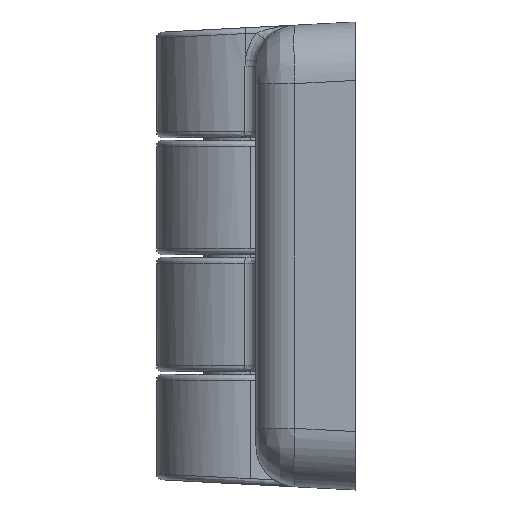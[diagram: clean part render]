
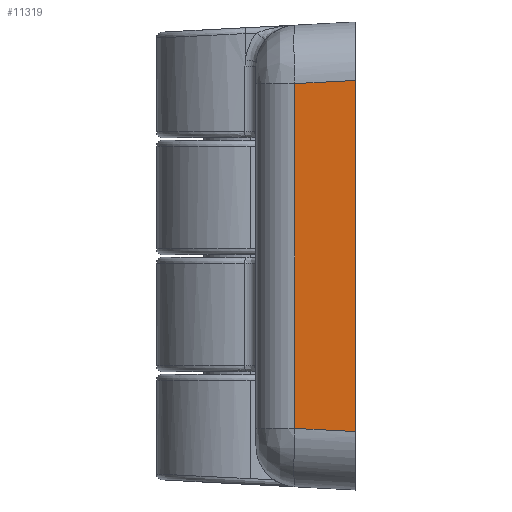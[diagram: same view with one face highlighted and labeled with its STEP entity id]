
A CAD part, left-side view. The second image highlights one B-rep face of the part: STEP entity #11319.
In plain terms, the highlighted planar face has unit normal (-0.999, 0.052, 0).
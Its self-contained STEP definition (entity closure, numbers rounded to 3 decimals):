
#15 = VERTEX_POINT ( 'NONE', #8399 ) ;
#839 = AXIS2_PLACEMENT_3D ( 'NONE', #5131, #14521, #6511 ) ;
#1151 = EDGE_CURVE ( 'NONE', #15, #10233, #7439, .T. ) ;
#1824 = CARTESIAN_POINT ( 'NONE',  ( -29.904, -7.175, 14.911 ) ) ;
#2152 = EDGE_CURVE ( 'NONE', #10081, #15, #14494, .T. ) ;
#4432 = ORIENTED_EDGE ( 'NONE', *, *, #14645, .F. ) ;
#5131 = CARTESIAN_POINT ( 'NONE',  ( -30., -9., -20. ) ) ;
#5421 = EDGE_CURVE ( 'NONE', #10233, #8517, #14157, .T. ) ;
#5585 = CARTESIAN_POINT ( 'NONE',  ( -30., -9., -20. ) ) ;
#5782 = CARTESIAN_POINT ( 'NONE',  ( -30., -9., -15.007 ) ) ;
#6261 = CARTESIAN_POINT ( 'NONE',  ( -29.728, -3.817, -20. ) ) ;
#6511 = DIRECTION ( 'NONE',  ( -0.052, -0.999, 0. ) ) ;
#6728 = DIRECTION ( 'NONE',  ( 0., 0., -1. ) ) ;
#6907 = DIRECTION ( 'NONE',  ( 0., 0., 1. ) ) ;
#7067 = ORIENTED_EDGE ( 'NONE', *, *, #2152, .T. ) ;
#7366 = VECTOR ( 'NONE', #11358, 1000. ) ;
#7439 = LINE ( 'NONE', #11201, #7366 ) ;
#7840 = EDGE_LOOP ( 'NONE', ( #11589, #12317, #4432, #7067 ) ) ;
#8399 = CARTESIAN_POINT ( 'NONE',  ( -29.728, -3.817, -14.735 ) ) ;
#8517 = VERTEX_POINT ( 'NONE', #10133 ) ;
#10081 = VERTEX_POINT ( 'NONE', #11956 ) ;
#10133 = CARTESIAN_POINT ( 'NONE',  ( -30., -9., 15.007 ) ) ;
#10233 = VERTEX_POINT ( 'NONE', #5782 ) ;
#11201 = CARTESIAN_POINT ( 'NONE',  ( -29.728, -3.817, -14.735 ) ) ;
#11319 = ADVANCED_FACE ( 'NONE', ( #14144 ), #14465, .T. ) ;
#11358 = DIRECTION ( 'NONE',  ( -0.052, -0.997, -0.052 ) ) ;
#11589 = ORIENTED_EDGE ( 'NONE', *, *, #1151, .T. ) ;
#11723 = VECTOR ( 'NONE', #15312, 1000. ) ;
#11956 = CARTESIAN_POINT ( 'NONE',  ( -29.728, -3.817, 14.735 ) ) ;
#12317 = ORIENTED_EDGE ( 'NONE', *, *, #5421, .T. ) ;
#12898 = VECTOR ( 'NONE', #6907, 1000. ) ;
#13328 = VECTOR ( 'NONE', #6728, 1000. ) ;
#14144 = FACE_OUTER_BOUND ( 'NONE', #7840, .T. ) ;
#14157 = LINE ( 'NONE', #5585, #12898 ) ;
#14465 = PLANE ( 'NONE',  #839 ) ;
#14494 = LINE ( 'NONE', #6261, #13328 ) ;
#14521 = DIRECTION ( 'NONE',  ( -0.999, 0.052, 0. ) ) ;
#14645 = EDGE_CURVE ( 'NONE', #10081, #8517, #16166, .T. ) ;
#15312 = DIRECTION ( 'NONE',  ( -0.052, -0.997, 0.052 ) ) ;
#16166 = LINE ( 'NONE', #1824, #11723 ) ;
